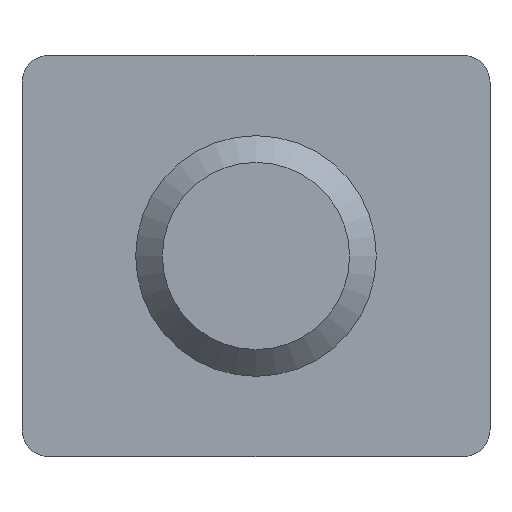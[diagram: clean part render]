
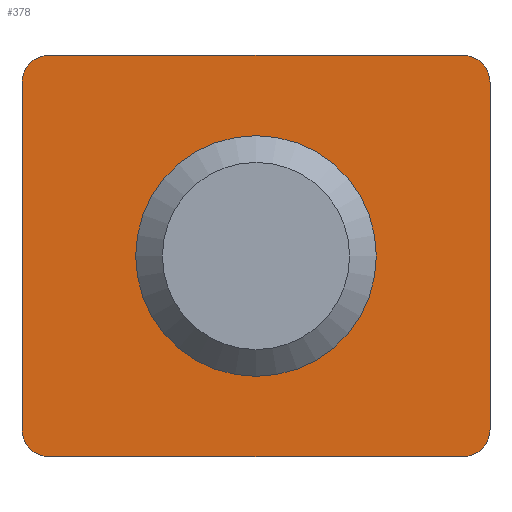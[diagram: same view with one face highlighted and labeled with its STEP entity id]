
A CAD part, front view. The second image highlights one B-rep face of the part: STEP entity #378.
In plain terms, the highlighted planar face has unit normal (0, -1, 0).
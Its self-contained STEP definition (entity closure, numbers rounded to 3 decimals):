
#18=FACE_BOUND($,#73,.T.);
#29=PLANE($,#423);
#47=FACE_OUTER_BOUND($,#72,.T.);
#72=EDGE_LOOP($,(#312,#313,#314,#315,#316,#317,#318,#319));
#73=EDGE_LOOP($,(#320));
#101=LINE($,#615,#127);
#106=LINE($,#640,#132);
#111=LINE($,#648,#137);
#112=LINE($,#649,#138);
#127=VECTOR($,#493,31.);
#132=VECTOR($,#520,26.);
#137=VECTOR($,#529,26.);
#138=VECTOR($,#530,31.);
#147=CIRCLE($,#402,2.);
#152=CIRCLE($,#409,2.);
#154=CIRCLE($,#413,2.);
#159=CIRCLE($,#420,2.);
#160=CIRCLE($,#424,9.);
#177=VERTEX_POINT($,#594);
#178=VERTEX_POINT($,#595);
#183=VERTEX_POINT($,#609);
#184=VERTEX_POINT($,#610);
#186=VERTEX_POINT($,#619);
#187=VERTEX_POINT($,#620);
#192=VERTEX_POINT($,#634);
#193=VERTEX_POINT($,#635);
#195=VERTEX_POINT($,#650);
#215=EDGE_CURVE($,#177,#178,#147,.T.);
#222=EDGE_CURVE($,#183,#184,#152,.T.);
#225=EDGE_CURVE($,#184,#177,#101,.T.);
#227=EDGE_CURVE($,#186,#187,#154,.T.);
#234=EDGE_CURVE($,#192,#193,#159,.T.);
#237=EDGE_CURVE($,#192,#178,#106,.T.);
#242=EDGE_CURVE($,#187,#183,#111,.T.);
#243=EDGE_CURVE($,#193,#186,#112,.T.);
#244=EDGE_CURVE($,#195,#195,#160,.T.);
#312=ORIENTED_EDGE($,*,*,#215,.F.);
#313=ORIENTED_EDGE($,*,*,#225,.F.);
#314=ORIENTED_EDGE($,*,*,#222,.F.);
#315=ORIENTED_EDGE($,*,*,#242,.F.);
#316=ORIENTED_EDGE($,*,*,#227,.F.);
#317=ORIENTED_EDGE($,*,*,#243,.F.);
#318=ORIENTED_EDGE($,*,*,#234,.F.);
#319=ORIENTED_EDGE($,*,*,#237,.T.);
#320=ORIENTED_EDGE($,*,*,#244,.T.);
#378=ADVANCED_FACE($,(#47,#18),#29,.T.);
#402=AXIS2_PLACEMENT_3D($,#596,#471,#472);
#409=AXIS2_PLACEMENT_3D($,#611,#487,#488);
#413=AXIS2_PLACEMENT_3D($,#621,#498,#499);
#420=AXIS2_PLACEMENT_3D($,#636,#514,#515);
#423=AXIS2_PLACEMENT_3D($,#647,#527,#528);
#424=AXIS2_PLACEMENT_3D($,#651,#531,#532);
#471=DIRECTION('center_axis',(0.,1.,0.));
#472=DIRECTION('ref_axis',(0.707,0.,0.707));
#487=DIRECTION('center_axis',(0.,1.,0.));
#488=DIRECTION('ref_axis',(-0.707,0.,0.707));
#493=DIRECTION($,(1.,0.,0.));
#498=DIRECTION('center_axis',(0.,1.,0.));
#499=DIRECTION('ref_axis',(-0.707,0.,-0.707));
#514=DIRECTION('center_axis',(0.,1.,0.));
#515=DIRECTION('ref_axis',(0.707,0.,-0.707));
#520=DIRECTION($,(0.,0.,1.));
#527=DIRECTION('center_axis',(0.,-1.,0.));
#528=DIRECTION('ref_axis',(1.,0.,0.));
#529=DIRECTION($,(0.,0.,1.));
#530=DIRECTION($,(-1.,0.,0.));
#531=DIRECTION('center_axis',(0.,1.,0.));
#532=DIRECTION('ref_axis',(-1.,0.,0.));
#594=CARTESIAN_POINT('',(33.,0.,30.));
#595=CARTESIAN_POINT('',(35.,0.,28.));
#596=CARTESIAN_POINT('Origin',(33.,0.,28.));
#609=CARTESIAN_POINT('',(0.,0.,28.));
#610=CARTESIAN_POINT('',(2.,0.,30.));
#611=CARTESIAN_POINT('Origin',(2.,0.,28.));
#615=CARTESIAN_POINT($,(35.,0.,30.));
#619=CARTESIAN_POINT('',(2.,0.,0.));
#620=CARTESIAN_POINT('',(0.,0.,2.));
#621=CARTESIAN_POINT('Origin',(2.,0.,2.));
#634=CARTESIAN_POINT('',(35.,0.,2.));
#635=CARTESIAN_POINT('',(33.,0.,0.));
#636=CARTESIAN_POINT('Origin',(33.,0.,2.));
#640=CARTESIAN_POINT($,(35.,0.,0.));
#647=CARTESIAN_POINT('Origin',(0.,0.,0.));
#648=CARTESIAN_POINT($,(0.,0.,0.));
#649=CARTESIAN_POINT($,(35.,0.,0.));
#650=CARTESIAN_POINT('',(26.5,0.,15.));
#651=CARTESIAN_POINT('Origin',(17.5,0.,15.));
